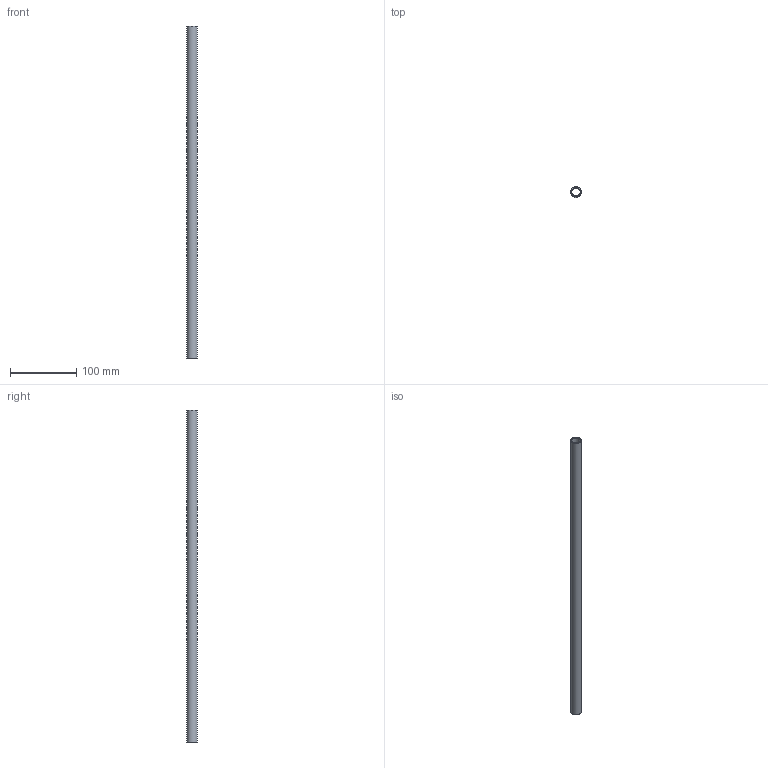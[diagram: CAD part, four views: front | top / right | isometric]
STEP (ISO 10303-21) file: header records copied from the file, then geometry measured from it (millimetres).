
FILE_DESCRIPTION(('FreeCAD Model'),'2;1');
FILE_NAME('Tube-iro-dia16mm.step','2018-04-11T11:06:35',( 'Almisuifre'),(''),'Open CASCADE STEP processor 6.8','FreeCAD', 'Unknown');
FILE_SCHEMA(('AUTOMOTIVE_DESIGN_CC2 { 1 2 10303 214 -1 1 5 4 }'));
Length unit declared in the file: millimetre
Products named in the file (2): ASSEMBLY; Revolution
Assembly tree (1 placements, depth 2):
  ASSEMBLY
    Revolution
Bounding box: 16 x 16 x 500 mm (x, y, z)
Volume: 37192.5 mm3; surface area: 45230.6 mm2
Topology: 1 solids, 1 shells, 4 faces, 6 edges, 4 vertices
Faces by surface type: plane 2, cylinder 2
Full cylindrical faces by diameter (mm): 12.7 x1, 16 x1
Entity records: 215 total; most frequent: DIRECTION 34, CARTESIAN_POINT 28, ORIENTED_EDGE 12, PCURVE 12, DEFINITIONAL_REPRESENTATION 12, AXIS2_PLACEMENT_3D 10, LINE 10, VECTOR 10
